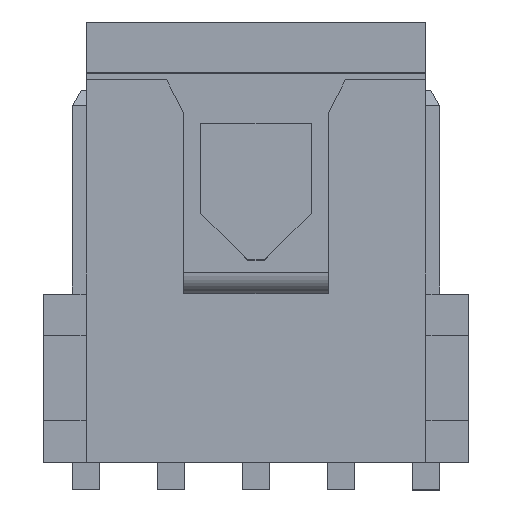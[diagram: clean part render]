
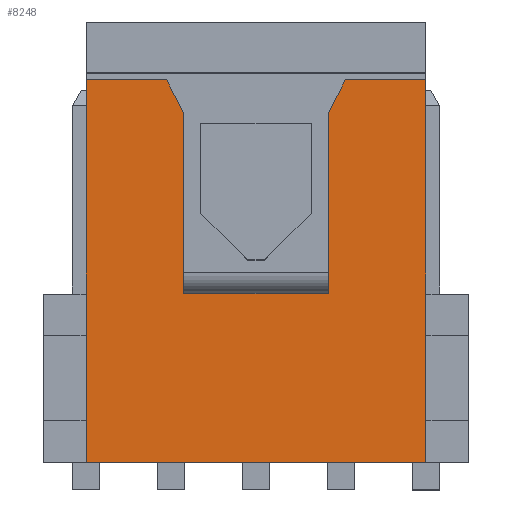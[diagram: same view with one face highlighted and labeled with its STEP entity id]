
A CAD part, top view. The second image highlights one B-rep face of the part: STEP entity #8248.
In plain terms, the highlighted planar face has unit normal (0, 0, 1).
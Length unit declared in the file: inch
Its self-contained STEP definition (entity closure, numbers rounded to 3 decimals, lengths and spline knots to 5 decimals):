
#486 = LINE ( 'NONE', #5772, #489 ) ;
#489 = VECTOR ( 'NONE', #5770, 39.37008 ) ;
#568 = LINE ( 'NONE', #5690, #571 ) ;
#571 = VECTOR ( 'NONE', #5689, 39.37008 ) ;
#718 = LINE ( 'NONE', #3185, #721 ) ;
#721 = VECTOR ( 'NONE', #3178, 39.37008 ) ;
#1296 = LINE ( 'NONE', #4192, #1309 ) ;
#1306 = LINE ( 'NONE', #3467, #1313 ) ;
#1308 = LINE ( 'NONE', #4047, #1311 ) ;
#1309 = VECTOR ( 'NONE', #4005, 39.37008 ) ;
#1310 = LINE ( 'NONE', #3692, #1321 ) ;
#1311 = VECTOR ( 'NONE', #3722, 39.37008 ) ;
#1312 = LINE ( 'NONE', #3727, #1315 ) ;
#1313 = VECTOR ( 'NONE', #3586, 39.37008 ) ;
#1314 = LINE ( 'NONE', #3628, #1317 ) ;
#1315 = VECTOR ( 'NONE', #4098, 39.37008 ) ;
#1316 = LINE ( 'NONE', #4085, #1319 ) ;
#1317 = VECTOR ( 'NONE', #3623, 39.37008 ) ;
#1319 = VECTOR ( 'NONE', #3466, 39.37008 ) ;
#1321 = VECTOR ( 'NONE', #4139, 39.37008 ) ;
#1563 = FACE_OUTER_BOUND ( 'NONE', #3023, .T. ) ;
#2594 = AXIS2_PLACEMENT_3D ( 'NONE', #7541, #7416, #7532 ) ;
#3023 = EDGE_LOOP ( 'NONE', ( #8618, #8617, #8581, #8575, #8580, #9456, #9009, #9011, #8576, #9012 ) ) ;
#3178 = DIRECTION ( 'NONE',  ( -1., 0., 0. ) ) ;
#3185 = CARTESIAN_POINT ( 'NONE',  ( -0.1, -0.0495, 0.1 ) ) ;
#3466 = DIRECTION ( 'NONE',  ( 0., -1., 0. ) ) ;
#3467 = CARTESIAN_POINT ( 'NONE',  ( 0.0425, 0.1755, 0.1 ) ) ;
#3586 = DIRECTION ( 'NONE',  ( 0., -1., 0. ) ) ;
#3623 = DIRECTION ( 'NONE',  ( 0.447, -0.894, 0. ) ) ;
#3628 = CARTESIAN_POINT ( 'NONE',  ( -0.0525, 0.1755, 0.1 ) ) ;
#3692 = CARTESIAN_POINT ( 'NONE',  ( -0.1, 0.1755, 0.1 ) ) ;
#3722 = DIRECTION ( 'NONE',  ( 0.447, 0.894, 0. ) ) ;
#3727 = CARTESIAN_POINT ( 'NONE',  ( -0.0425, 0.1755, 0.1 ) ) ;
#4005 = DIRECTION ( 'NONE',  ( 0., -1., 0. ) ) ;
#4047 = CARTESIAN_POINT ( 'NONE',  ( 0.0525, 0.1755, 0.1 ) ) ;
#4085 = CARTESIAN_POINT ( 'NONE',  ( 0.1, 0.1755, 0.1 ) ) ;
#4098 = DIRECTION ( 'NONE',  ( 0., 1., 0. ) ) ;
#4139 = DIRECTION ( 'NONE',  ( -1., 0., 0. ) ) ;
#4192 = CARTESIAN_POINT ( 'NONE',  ( -0.1, 0.1755, 0.1 ) ) ;
#4617 = CARTESIAN_POINT ( 'NONE',  ( 0.0425, 0.1555, 0.1 ) ) ;
#4630 = CARTESIAN_POINT ( 'NONE',  ( -0.0425, 0.1555, 0.1 ) ) ;
#4644 = CARTESIAN_POINT ( 'NONE',  ( -0.1, -0.0495, 0.1 ) ) ;
#5011 = CARTESIAN_POINT ( 'NONE',  ( 0.1, 0.1755, 0.1 ) ) ;
#5157 = CARTESIAN_POINT ( 'NONE',  ( -0.0525, 0.1755, 0.1 ) ) ;
#5234 = CARTESIAN_POINT ( 'NONE',  ( -0.1, 0.1755, 0.1 ) ) ;
#5288 = CARTESIAN_POINT ( 'NONE',  ( 0.0425, 0.0495, 0.1 ) ) ;
#5291 = CARTESIAN_POINT ( 'NONE',  ( 0.0525, 0.1755, 0.1 ) ) ;
#5406 = CARTESIAN_POINT ( 'NONE',  ( 0.1, -0.0495, 0.1 ) ) ;
#5631 = CARTESIAN_POINT ( 'NONE',  ( -0.0425, 0.0495, 0.1 ) ) ;
#5689 = DIRECTION ( 'NONE',  ( -1., 0., 0. ) ) ;
#5690 = CARTESIAN_POINT ( 'NONE',  ( 0.0425, 0.0495, 0.1 ) ) ;
#5770 = DIRECTION ( 'NONE',  ( -1., 0., 0. ) ) ;
#5772 = CARTESIAN_POINT ( 'NONE',  ( -0.1, 0.1755, 0.1 ) ) ;
#7416 = DIRECTION ( 'NONE',  ( 0., 0., 1. ) ) ;
#7532 = DIRECTION ( 'NONE',  ( 1., 0., 0. ) ) ;
#7534 = PLANE ( 'NONE',  #2594 ) ;
#7541 = CARTESIAN_POINT ( 'NONE',  ( -0.1, 0.1755, 0.1 ) ) ;
#7625 = EDGE_CURVE ( 'NONE', #11089, #10962, #486, .T. ) ;
#7666 = EDGE_CURVE ( 'NONE', #10810, #10743, #568, .T. ) ;
#7741 = EDGE_CURVE ( 'NONE', #8513, #9264, #718, .T. ) ;
#8034 = EDGE_CURVE ( 'NONE', #10962, #9264, #1296, .T. ) ;
#8035 = EDGE_CURVE ( 'NONE', #9257, #9475, #1308, .T. ) ;
#8036 = EDGE_CURVE ( 'NONE', #9257, #10810, #1306, .T. ) ;
#8037 = EDGE_CURVE ( 'NONE', #10743, #9258, #1312, .T. ) ;
#8038 = EDGE_CURVE ( 'NONE', #11089, #9258, #1314, .T. ) ;
#8039 = EDGE_CURVE ( 'NONE', #9295, #8513, #1316, .T. ) ;
#8040 = EDGE_CURVE ( 'NONE', #9295, #9475, #1310, .T. ) ;
#8248 = ADVANCED_FACE ( 'NONE', ( #1563 ), #7534, .T. ) ;
#8513 = VERTEX_POINT ( 'NONE', #5406 ) ;
#8575 = ORIENTED_EDGE ( 'NONE', *, *, #8037, .T. ) ;
#8576 = ORIENTED_EDGE ( 'NONE', *, *, #8039, .F. ) ;
#8580 = ORIENTED_EDGE ( 'NONE', *, *, #8038, .F. ) ;
#8581 = ORIENTED_EDGE ( 'NONE', *, *, #7666, .T. ) ;
#8617 = ORIENTED_EDGE ( 'NONE', *, *, #8036, .T. ) ;
#8618 = ORIENTED_EDGE ( 'NONE', *, *, #8035, .F. ) ;
#9009 = ORIENTED_EDGE ( 'NONE', *, *, #8034, .T. ) ;
#9011 = ORIENTED_EDGE ( 'NONE', *, *, #7741, .F. ) ;
#9012 = ORIENTED_EDGE ( 'NONE', *, *, #8040, .T. ) ;
#9257 = VERTEX_POINT ( 'NONE', #4617 ) ;
#9258 = VERTEX_POINT ( 'NONE', #4630 ) ;
#9264 = VERTEX_POINT ( 'NONE', #4644 ) ;
#9295 = VERTEX_POINT ( 'NONE', #5011 ) ;
#9456 = ORIENTED_EDGE ( 'NONE', *, *, #7625, .T. ) ;
#9475 = VERTEX_POINT ( 'NONE', #5291 ) ;
#10743 = VERTEX_POINT ( 'NONE', #5631 ) ;
#10810 = VERTEX_POINT ( 'NONE', #5288 ) ;
#10962 = VERTEX_POINT ( 'NONE', #5234 ) ;
#11089 = VERTEX_POINT ( 'NONE', #5157 ) ;
